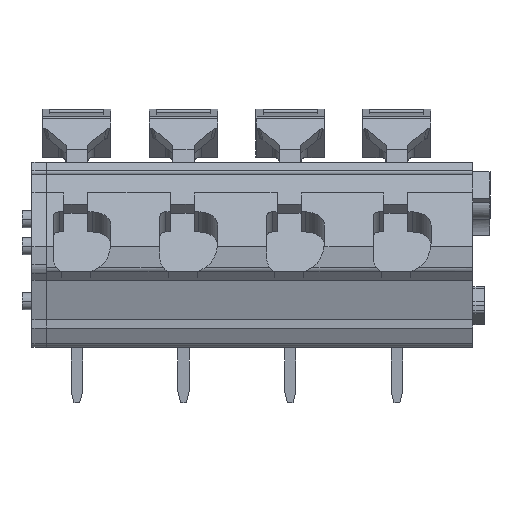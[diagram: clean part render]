
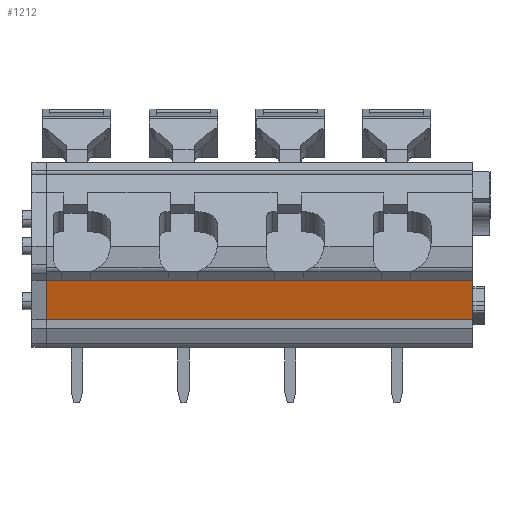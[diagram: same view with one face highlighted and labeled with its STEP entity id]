
A CAD part, front view. The second image highlights one B-rep face of the part: STEP entity #1212.
In plain terms, the highlighted planar face has unit normal (0, -0.966, -0.259).
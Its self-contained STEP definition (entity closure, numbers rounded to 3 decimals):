
#1192=AXIS2_PLACEMENT_3D('Plane Axis2P3D',#1189,#1190,#1191) ;
#210=CARTESIAN_POINT('Vertex',(1.7,1.37,5.85)) ;
#213=CARTESIAN_POINT('Line Origine',(1.7,1.002,7.225)) ;
#217=CARTESIAN_POINT('Vertex',(1.7,0.634,8.6)) ;
#1173=CARTESIAN_POINT('Vertex',(31.7,1.37,5.85)) ;
#1176=CARTESIAN_POINT('Line Origine',(16.7,1.37,5.85)) ;
#1189=CARTESIAN_POINT('Axis2P3D Location',(6.35,1.37,5.85)) ;
#1194=CARTESIAN_POINT('Line Origine',(31.7,1.002,7.225)) ;
#1198=CARTESIAN_POINT('Vertex',(31.7,0.634,8.6)) ;
#1201=CARTESIAN_POINT('Line Origine',(16.7,0.634,8.6)) ;
#214=DIRECTION('Vector Direction',(0.,-0.259,0.966)) ;
#1177=DIRECTION('Vector Direction',(-1.,0.,0.)) ;
#1190=DIRECTION('Axis2P3D Direction',(0.,-0.966,-0.259)) ;
#1191=DIRECTION('Axis2P3D XDirection',(0.,-0.259,0.966)) ;
#1195=DIRECTION('Vector Direction',(0.,-0.259,0.966)) ;
#1202=DIRECTION('Vector Direction',(-1.,0.,0.)) ;
#215=VECTOR('Line Direction',#214,1.) ;
#1178=VECTOR('Line Direction',#1177,1.) ;
#1196=VECTOR('Line Direction',#1195,1.) ;
#1203=VECTOR('Line Direction',#1202,1.) ;
#1207=ORIENTED_EDGE('',*,*,#1180,.F.) ;
#1208=ORIENTED_EDGE('',*,*,#1200,.T.) ;
#1209=ORIENTED_EDGE('',*,*,#1205,.T.) ;
#1210=ORIENTED_EDGE('',*,*,#219,.F.) ;
#1212=ADVANCED_FACE('Housing\\LMZF500-housing',(#1211),#1193,.T.) ;
#219=EDGE_CURVE('',#211,#218,#216,.T.) ;
#1180=EDGE_CURVE('',#1174,#211,#1179,.T.) ;
#1200=EDGE_CURVE('',#1174,#1199,#1197,.T.) ;
#1205=EDGE_CURVE('',#1199,#218,#1204,.T.) ;
#1206=EDGE_LOOP('',(#1207,#1208,#1209,#1210)) ;
#1211=FACE_OUTER_BOUND('',#1206,.T.) ;
#216=LINE('Line',#213,#215) ;
#1179=LINE('Line',#1176,#1178) ;
#1197=LINE('Line',#1194,#1196) ;
#1204=LINE('Line',#1201,#1203) ;
#1193=PLANE('',#1192) ;
#211=VERTEX_POINT('',#210) ;
#218=VERTEX_POINT('',#217) ;
#1174=VERTEX_POINT('',#1173) ;
#1199=VERTEX_POINT('',#1198) ;
